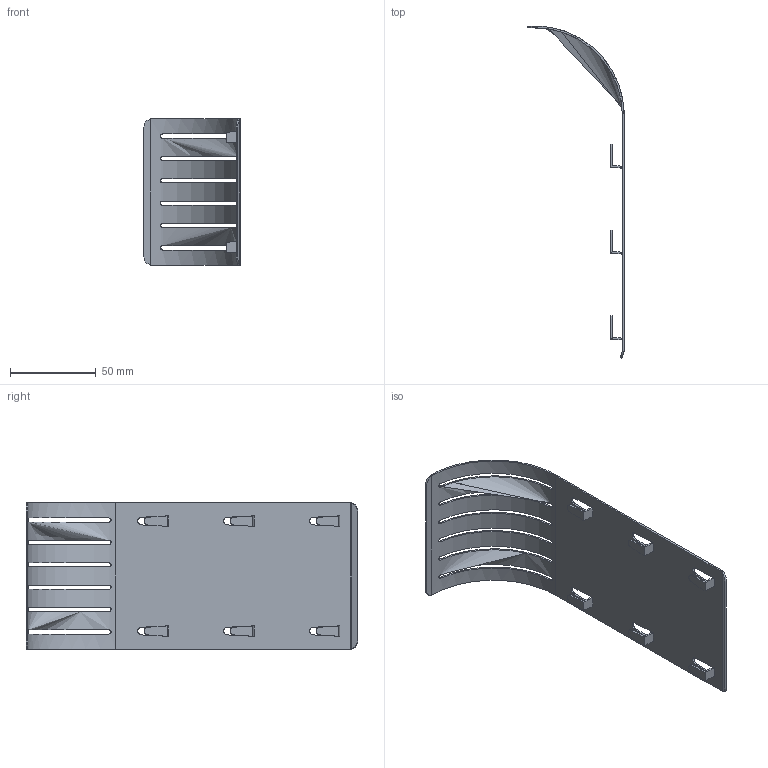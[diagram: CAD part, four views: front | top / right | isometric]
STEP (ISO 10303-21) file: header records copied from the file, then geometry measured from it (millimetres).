
FILE_DESCRIPTION((''),'2;1');
FILE_NAME('6220139_ORG','2014-08-27T',('AndreasKeweloh'),(''),'PRO/ENGINEER BY PARAMETRIC TECHNOLOGY CORPORATION, 2014000','PRO/ENGINEER BY PARAMETRIC TECHNOLOGY CORPORATION, 2014000','');
FILE_SCHEMA(('CONFIG_CONTROL_DESIGN'));
Length unit declared in the file: millimetre
Products named in the file (1): 6220139_ORG
Bounding box: 56 x 193.04 x 85 mm (x, y, z)
Volume: 18224.7 mm3; surface area: 38415.9 mm2
Topology: 1 solids, 1 shells, 154 faces, 428 edges, 276 vertices
Faces by surface type: plane 98, bspline 36, cylinder 20
Entity records: 6516 total; most frequent: CARTESIAN_POINT 2778, ORIENTED_EDGE 856, DIRECTION 608, EDGE_CURVE 428, VERTEX_POINT 276, VECTOR 256, LINE 256, EDGE_LOOP 178
